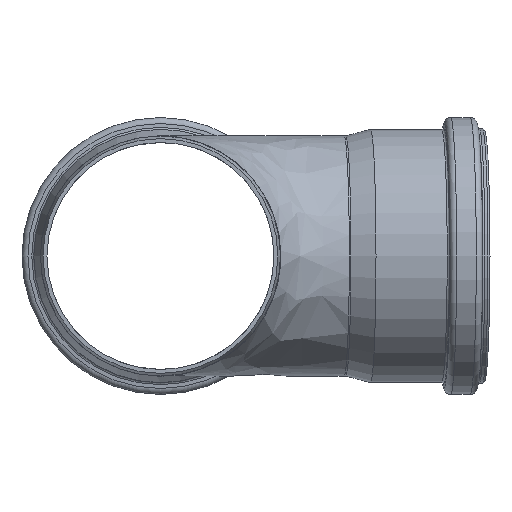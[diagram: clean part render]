
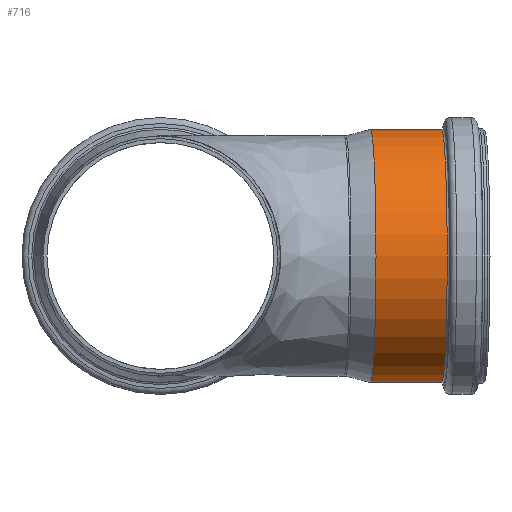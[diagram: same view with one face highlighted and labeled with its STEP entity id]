
A CAD part, front view. The second image highlights one B-rep face of the part: STEP entity #716.
In plain terms, the highlighted cylindrical face has radius 58.2 mm (diameter 116.4 mm), a full revolution.
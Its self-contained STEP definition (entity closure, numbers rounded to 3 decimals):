
#49=CYLINDRICAL_SURFACE('',#807,58.2);
#87=FACE_BOUND('',#317,.T.);
#160=CIRCLE('',#808,58.2);
#161=CIRCLE('',#809,58.2);
#224=FACE_OUTER_BOUND('',#316,.T.);
#316=EDGE_LOOP('',(#623));
#317=EDGE_LOOP('',(#624));
#426=VERTEX_POINT('',#2003);
#427=VERTEX_POINT('',#2005);
#501=EDGE_CURVE('',#426,#426,#160,.T.);
#502=EDGE_CURVE('',#427,#427,#161,.T.);
#623=ORIENTED_EDGE('',*,*,#501,.F.);
#624=ORIENTED_EDGE('',*,*,#502,.T.);
#716=ADVANCED_FACE('',(#224,#87),#49,.T.);
#807=AXIS2_PLACEMENT_3D('',#2002,#986,#987);
#808=AXIS2_PLACEMENT_3D('',#2004,#988,#989);
#809=AXIS2_PLACEMENT_3D('',#2006,#990,#991);
#986=DIRECTION('center_axis',(0.999,0.044,0.));
#987=DIRECTION('ref_axis',(0.044,-0.999,0.));
#988=DIRECTION('center_axis',(0.999,0.044,0.));
#989=DIRECTION('ref_axis',(0.044,-0.999,0.));
#990=DIRECTION('center_axis',(0.999,0.044,0.));
#991=DIRECTION('ref_axis',(0.044,-0.999,0.));
#2002=CARTESIAN_POINT('Origin',(112.837,139.927,0.));
#2003=CARTESIAN_POINT('',(131.722,82.496,0.));
#2004=CARTESIAN_POINT('Origin',(129.183,140.64,0.));
#2005=CARTESIAN_POINT('',(99.031,81.068,0.));
#2006=CARTESIAN_POINT('Origin',(96.492,139.213,0.));
